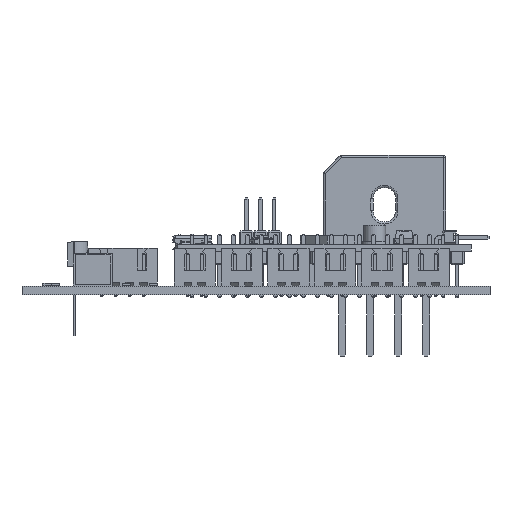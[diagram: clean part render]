
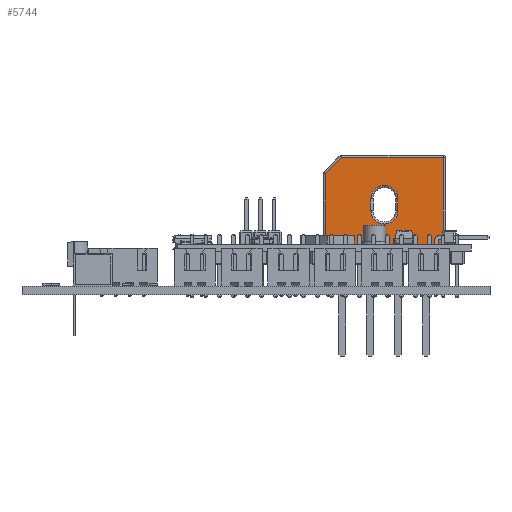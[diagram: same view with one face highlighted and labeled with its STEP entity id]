
A CAD part, left-side view. The second image highlights one B-rep face of the part: STEP entity #5744.
In plain terms, the highlighted face is planar.
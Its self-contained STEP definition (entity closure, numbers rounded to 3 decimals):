
#5744 = ADVANCED_FACE('',(#5745,#5781),#5823,.F.);
#5745 = FACE_BOUND('',#5746,.T.);
#5746 = EDGE_LOOP('',(#5747,#5757,#5766,#5774));
#5747 = ORIENTED_EDGE('',*,*,#5748,.T.);
#5748 = EDGE_CURVE('',#5749,#5751,#5753,.T.);
#5749 = VERTEX_POINT('',#5750);
#5750 = CARTESIAN_POINT('',(-2.45,10.9,-1.78));
#5751 = VERTEX_POINT('',#5752);
#5752 = CARTESIAN_POINT('',(-2.45,8.74,-1.78));
#5753 = LINE('',#5754,#5755);
#5754 = CARTESIAN_POINT('',(-2.45,18.8,-1.78));
#5755 = VECTOR('',#5756,1.);
#5756 = DIRECTION('',(0.,-1.,0.));
#5757 = ORIENTED_EDGE('',*,*,#5758,.T.);
#5758 = EDGE_CURVE('',#5751,#5759,#5761,.T.);
#5759 = VERTEX_POINT('',#5760);
#5760 = CARTESIAN_POINT('',(2.45,8.74,-1.78));
#5761 = CIRCLE('',#5762,2.45);
#5762 = AXIS2_PLACEMENT_3D('',#5763,#5764,#5765);
#5763 = CARTESIAN_POINT('',(0.,8.74,-1.78));
#5764 = DIRECTION('',(0.,0.,1.));
#5765 = DIRECTION('',(1.,0.,0.));
#5766 = ORIENTED_EDGE('',*,*,#5767,.T.);
#5767 = EDGE_CURVE('',#5759,#5768,#5770,.T.);
#5768 = VERTEX_POINT('',#5769);
#5769 = CARTESIAN_POINT('',(2.45,10.9,-1.78));
#5770 = LINE('',#5771,#5772);
#5771 = CARTESIAN_POINT('',(2.45,18.8,-1.78));
#5772 = VECTOR('',#5773,1.);
#5773 = DIRECTION('',(0.,1.,0.));
#5774 = ORIENTED_EDGE('',*,*,#5775,.T.);
#5775 = EDGE_CURVE('',#5768,#5749,#5776,.T.);
#5776 = CIRCLE('',#5777,2.45);
#5777 = AXIS2_PLACEMENT_3D('',#5778,#5779,#5780);
#5778 = CARTESIAN_POINT('',(0.,10.9,-1.78));
#5779 = DIRECTION('',(0.,0.,1.));
#5780 = DIRECTION('',(1.,0.,0.));
#5781 = FACE_BOUND('',#5782,.T.);
#5782 = EDGE_LOOP('',(#5783,#5793,#5801,#5809,#5817));
#5783 = ORIENTED_EDGE('',*,*,#5784,.T.);
#5784 = EDGE_CURVE('',#5785,#5787,#5789,.T.);
#5785 = VERTEX_POINT('',#5786);
#5786 = CARTESIAN_POINT('',(10.75,15.434,-1.78));
#5787 = VERTEX_POINT('',#5788);
#5788 = CARTESIAN_POINT('',(10.75,0.4,-1.78));
#5789 = LINE('',#5790,#5791);
#5790 = CARTESIAN_POINT('',(10.75,18.8,-1.78));
#5791 = VECTOR('',#5792,1.);
#5792 = DIRECTION('',(0.,-1.,0.));
#5793 = ORIENTED_EDGE('',*,*,#5794,.T.);
#5794 = EDGE_CURVE('',#5787,#5795,#5797,.T.);
#5795 = VERTEX_POINT('',#5796);
#5796 = CARTESIAN_POINT('',(-10.75,0.4,-1.78));
#5797 = LINE('',#5798,#5799);
#5798 = CARTESIAN_POINT('',(-11.15,0.4,-1.78));
#5799 = VECTOR('',#5800,1.);
#5800 = DIRECTION('',(-1.,0.,0.));
#5801 = ORIENTED_EDGE('',*,*,#5802,.T.);
#5802 = EDGE_CURVE('',#5795,#5803,#5805,.T.);
#5803 = VERTEX_POINT('',#5804);
#5804 = CARTESIAN_POINT('',(-10.75,18.4,-1.78));
#5805 = LINE('',#5806,#5807);
#5806 = CARTESIAN_POINT('',(-10.75,18.8,-1.78));
#5807 = VECTOR('',#5808,1.);
#5808 = DIRECTION('',(0.,1.,0.));
#5809 = ORIENTED_EDGE('',*,*,#5810,.T.);
#5810 = EDGE_CURVE('',#5803,#5811,#5813,.T.);
#5811 = VERTEX_POINT('',#5812);
#5812 = CARTESIAN_POINT('',(7.784,18.4,-1.78));
#5813 = LINE('',#5814,#5815);
#5814 = CARTESIAN_POINT('',(-11.15,18.4,-1.78));
#5815 = VECTOR('',#5816,1.);
#5816 = DIRECTION('',(1.,0.,0.));
#5817 = ORIENTED_EDGE('',*,*,#5818,.T.);
#5818 = EDGE_CURVE('',#5811,#5785,#5819,.T.);
#5819 = LINE('',#5820,#5821);
#5820 = CARTESIAN_POINT('',(-1.883,28.067,-1.78));
#5821 = VECTOR('',#5822,1.);
#5822 = DIRECTION('',(0.707,-0.707,0.));
#5823 = PLANE('',#5824);
#5824 = AXIS2_PLACEMENT_3D('',#5825,#5826,#5827);
#5825 = CARTESIAN_POINT('',(-11.15,18.8,-1.78));
#5826 = DIRECTION('',(0.,0.,1.));
#5827 = DIRECTION('',(1.,0.,0.));
